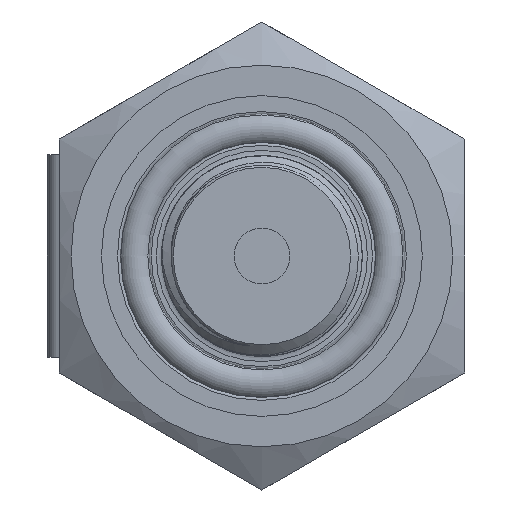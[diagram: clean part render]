
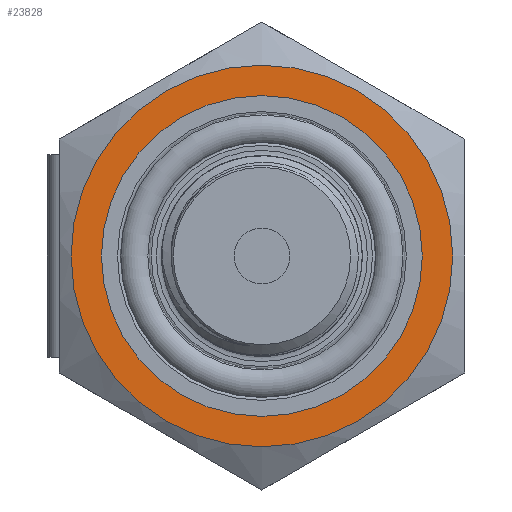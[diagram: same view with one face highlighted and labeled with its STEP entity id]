
A CAD part, left-side view. The second image highlights one B-rep face of the part: STEP entity #23828.
In plain terms, the highlighted planar face has unit normal (-1, 0, 0).
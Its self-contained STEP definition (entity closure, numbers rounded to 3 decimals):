
#233=PLANE('',#25156);
#917=FACE_BOUND('',#3049,.T.);
#1661=FACE_OUTER_BOUND('',#3048,.T.);
#3048=EDGE_LOOP('',(#17689));
#3049=EDGE_LOOP('',(#17690));
#4263=CIRCLE('',#25121,11.3);
#4281=CIRCLE('',#25155,9.5);
#10496=VERTEX_POINT('',#44945);
#10513=VERTEX_POINT('',#46451);
#13146=EDGE_CURVE('',#10496,#10496,#4263,.T.);
#13180=EDGE_CURVE('',#10513,#10513,#4281,.T.);
#17689=ORIENTED_EDGE('',*,*,#13146,.T.);
#17690=ORIENTED_EDGE('',*,*,#13180,.T.);
#23828=ADVANCED_FACE('',(#1661,#917),#233,.T.);
#25121=AXIS2_PLACEMENT_3D('',#44947,#27621,#27622);
#25155=AXIS2_PLACEMENT_3D('',#46452,#27697,#27698);
#25156=AXIS2_PLACEMENT_3D('',#46454,#27700,#27701);
#27621=DIRECTION('center_axis',(-1.,0.,0.));
#27622=DIRECTION('ref_axis',(0.,1.,0.));
#27697=DIRECTION('center_axis',(1.,0.,0.));
#27698=DIRECTION('ref_axis',(0.,0.,-1.));
#27700=DIRECTION('center_axis',(-1.,0.,0.));
#27701=DIRECTION('ref_axis',(0.,0.,1.));
#44945=CARTESIAN_POINT('',(14.,-11.3,0.));
#44947=CARTESIAN_POINT('Origin',(14.,0.,0.));
#46451=CARTESIAN_POINT('',(14.,-9.5,0.));
#46452=CARTESIAN_POINT('Origin',(14.,0.,0.));
#46454=CARTESIAN_POINT('Origin',(14.,12.,0.));
